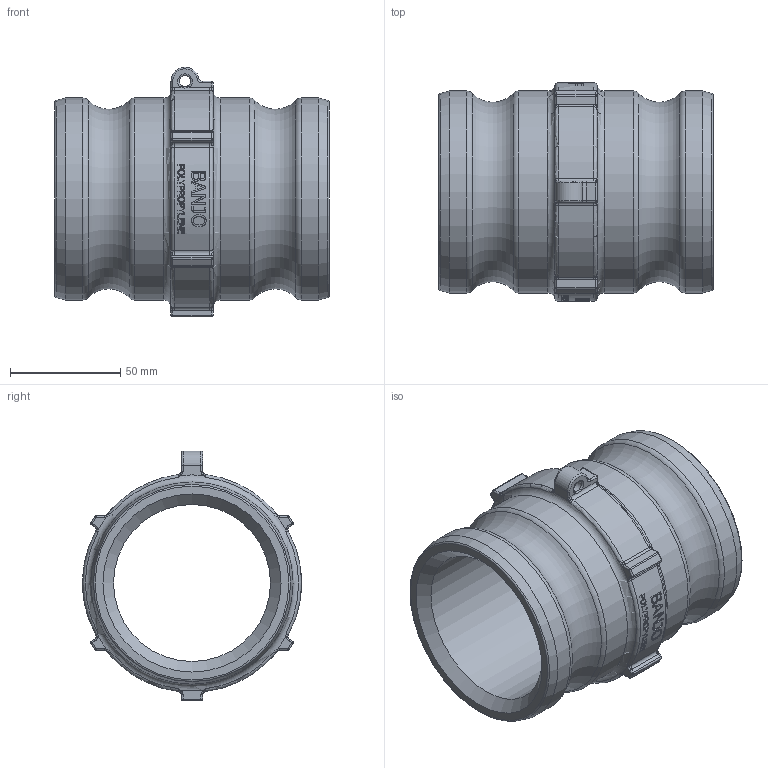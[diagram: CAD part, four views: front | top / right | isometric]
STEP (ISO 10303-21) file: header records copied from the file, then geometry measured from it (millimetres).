
FILE_DESCRIPTION(/* description */ ('3" MLE ADAPTER X 3" MLE ADAPTER BODY'),/* implementation_level */ '2;1');
FILE_NAME(/* name */ '300FF.stp',/* time_stamp */ '2019-04-23T10:43:37-04:00',/* author */ ('mclevenger'),/* organization */ (''),/* preprocessor_version */ 'ST-DEVELOPER v17',/* originating_system */ 'Autodesk Inventor 2019',/* authorisation */ '');
FILE_SCHEMA (('AUTOMOTIVE_DESIGN { 1 0 10303 214 3 1 1 }'));
Length unit declared in the file: inch
Products named in the file (1): 300FF
Bounding box: 124.21 x 99.06 x 113.03 mm (x, y, z)
Volume: 302246.8 mm3; surface area: 70438.7 mm2
Topology: 1 solids, 1 shells, 568 faces, 1475 edges, 904 vertices
Faces by surface type: bspline 229, plane 173, cylinder 104, torus 36, sphere 22, cone 4
Full cylindrical faces by diameter (mm): 5.08 x1, 71.12 x1, 91.491 x4
Entity records: 57385 total; most frequent: CARTESIAN_POINT 45250, ORIENTED_EDGE 2874, DIRECTION 1899, EDGE_CURVE 1437, VERTEX_POINT 904, AXIS2_PLACEMENT_3D 706, EDGE_LOOP 605, B_SPLINE_CURVE_WITH_KNOTS 584
